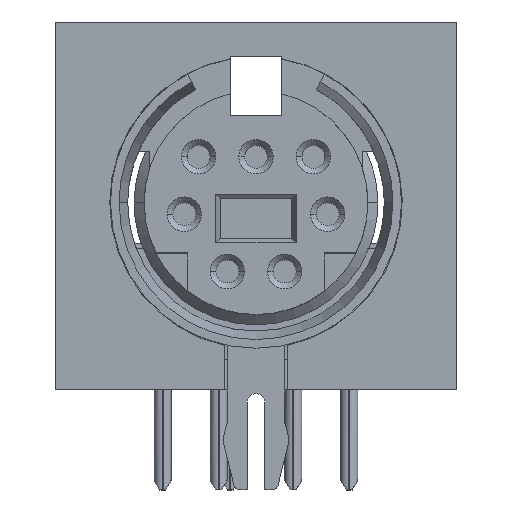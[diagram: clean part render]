
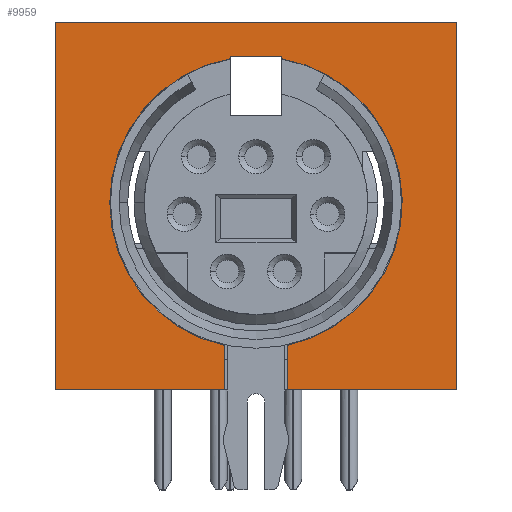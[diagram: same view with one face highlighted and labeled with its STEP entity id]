
A CAD part, top view. The second image highlights one B-rep face of the part: STEP entity #9959.
In plain terms, the highlighted planar face has unit normal (0, 0, 1).
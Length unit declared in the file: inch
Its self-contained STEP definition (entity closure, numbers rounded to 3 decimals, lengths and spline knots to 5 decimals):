
#103 = ORIENTED_EDGE ( 'NONE', *, *, #3226, .T. ) ;
#146 = PLANE ( 'NONE',  #1379 ) ;
#247 = DIRECTION ( 'NONE',  ( -0.216, -0.976, 0. ) ) ;
#295 = EDGE_CURVE ( 'NONE', #7472, #7192, #2072, .T. ) ;
#389 = VERTEX_POINT ( 'NONE', #3754 ) ;
#490 = CARTESIAN_POINT ( 'NONE',  ( 0., 0., 0. ) ) ;
#509 = EDGE_CURVE ( 'NONE', #389, #7472, #1673, .T. ) ;
#523 = VERTEX_POINT ( 'NONE', #10581 ) ;
#595 = VERTEX_POINT ( 'NONE', #490 ) ;
#607 = LINE ( 'NONE', #11635, #2954 ) ;
#860 = ORIENTED_EDGE ( 'NONE', *, *, #295, .T. ) ;
#942 = EDGE_CURVE ( 'NONE', #7861, #523, #9580, .T. ) ;
#1177 = VECTOR ( 'NONE', #11775, 39.37008 ) ;
#1244 = ORIENTED_EDGE ( 'NONE', *, *, #3952, .T. ) ;
#1379 = AXIS2_PLACEMENT_3D ( 'NONE', #4783, #11288, #10659 ) ;
#1403 = LINE ( 'NONE', #8627, #6127 ) ;
#1673 = CIRCLE ( 'NONE', #8459, 0.20079 ) ;
#1684 = CARTESIAN_POINT ( 'NONE',  ( 0.25787, 0.45669, 0. ) ) ;
#1696 = CARTESIAN_POINT ( 'NONE',  ( 0.31102, 0.45354, 0. ) ) ;
#1716 = ORIENTED_EDGE ( 'NONE', *, *, #10281, .F. ) ;
#2072 = CIRCLE ( 'NONE', #8271, 0.20079 ) ;
#2245 = CARTESIAN_POINT ( 'NONE',  ( 0.23228, 0., 0. ) ) ;
#2248 = LINE ( 'NONE', #5944, #8648 ) ;
#2373 = LINE ( 'NONE', #5287, #11769 ) ;
#2457 = ORIENTED_EDGE ( 'NONE', *, *, #4660, .T. ) ;
#2529 = CARTESIAN_POINT ( 'NONE',  ( 0.27559, 0.25591, 0. ) ) ;
#2954 = VECTOR ( 'NONE', #6996, 39.37008 ) ;
#2956 = VERTEX_POINT ( 'NONE', #2245 ) ;
#2989 = DIRECTION ( 'NONE',  ( 0., 1., 0. ) ) ;
#3082 = EDGE_LOOP ( 'NONE', ( #1244, #4353, #2457, #7949, #1716, #9527, #10758, #10040, #7819, #8195, #860, #6009, #103 ) ) ;
#3226 = EDGE_CURVE ( 'NONE', #4489, #5525, #6483, .T. ) ;
#3504 = EDGE_CURVE ( 'NONE', #595, #9584, #1403, .T. ) ;
#3721 = CARTESIAN_POINT ( 'NONE',  ( 0., 0.50394, 0. ) ) ;
#3748 = VECTOR ( 'NONE', #7646, 39.37008 ) ;
#3754 = CARTESIAN_POINT ( 'NONE',  ( 0.23228, 0.05984, 0. ) ) ;
#3792 = EDGE_CURVE ( 'NONE', #2956, #389, #2248, .T. ) ;
#3941 = CARTESIAN_POINT ( 'NONE',  ( 0., 0.50394, 0. ) ) ;
#3952 = EDGE_CURVE ( 'NONE', #5525, #11703, #2373, .T. ) ;
#4295 = DIRECTION ( 'NONE',  ( 0., -1., 0. ) ) ;
#4312 = VECTOR ( 'NONE', #6592, 39.37008 ) ;
#4353 = ORIENTED_EDGE ( 'NONE', *, *, #11452, .T. ) ;
#4489 = VERTEX_POINT ( 'NONE', #10238 ) ;
#4660 = EDGE_CURVE ( 'NONE', #11283, #523, #9106, .T. ) ;
#4783 = CARTESIAN_POINT ( 'NONE',  ( 0.27559, 0.25197, 0. ) ) ;
#5014 = DIRECTION ( 'NONE',  ( 0., 0., -1. ) ) ;
#5287 = CARTESIAN_POINT ( 'NONE',  ( 0.31102, 0.35433, 0. ) ) ;
#5351 = CARTESIAN_POINT ( 'NONE',  ( 0.55118, 0.50394, 0. ) ) ;
#5489 = CIRCLE ( 'NONE', #8004, 0.20079 ) ;
#5525 = VERTEX_POINT ( 'NONE', #9914 ) ;
#5845 = VERTEX_POINT ( 'NONE', #5351 ) ;
#5944 = CARTESIAN_POINT ( 'NONE',  ( 0.23228, 0.12598, 0. ) ) ;
#6009 = ORIENTED_EDGE ( 'NONE', *, *, #10575, .T. ) ;
#6127 = VECTOR ( 'NONE', #6753, 39.37008 ) ;
#6231 = DIRECTION ( 'NONE',  ( 0., 0., -1. ) ) ;
#6476 = FACE_OUTER_BOUND ( 'NONE', #3082, .T. ) ;
#6483 = LINE ( 'NONE', #1684, #8630 ) ;
#6516 = EDGE_CURVE ( 'NONE', #2956, #595, #7802, .T. ) ;
#6592 = DIRECTION ( 'NONE',  ( 1., 0., 0. ) ) ;
#6695 = CARTESIAN_POINT ( 'NONE',  ( 0.27559, 0.25591, 0. ) ) ;
#6753 = DIRECTION ( 'NONE',  ( 0., 1., 0. ) ) ;
#6754 = CARTESIAN_POINT ( 'NONE',  ( 0.55118, 0., 0. ) ) ;
#6996 = DIRECTION ( 'NONE',  ( 0., -1., 0. ) ) ;
#7059 = CARTESIAN_POINT ( 'NONE',  ( 0.3189, 0.05984, 0. ) ) ;
#7192 = VERTEX_POINT ( 'NONE', #8541 ) ;
#7472 = VERTEX_POINT ( 'NONE', #11462 ) ;
#7646 = DIRECTION ( 'NONE',  ( -1., 0., 0. ) ) ;
#7802 = LINE ( 'NONE', #8701, #9841 ) ;
#7819 = ORIENTED_EDGE ( 'NONE', *, *, #3792, .T. ) ;
#7861 = VERTEX_POINT ( 'NONE', #6754 ) ;
#7927 = CARTESIAN_POINT ( 'NONE',  ( 0.3189, 0.15591, 0. ) ) ;
#7949 = ORIENTED_EDGE ( 'NONE', *, *, #942, .F. ) ;
#8004 = AXIS2_PLACEMENT_3D ( 'NONE', #9415, #11017, #10092 ) ;
#8195 = ORIENTED_EDGE ( 'NONE', *, *, #509, .T. ) ;
#8271 = AXIS2_PLACEMENT_3D ( 'NONE', #2529, #6231, #9930 ) ;
#8288 = VECTOR ( 'NONE', #4295, 39.37008 ) ;
#8459 = AXIS2_PLACEMENT_3D ( 'NONE', #6695, #5014, #247 ) ;
#8541 = CARTESIAN_POINT ( 'NONE',  ( 0.24016, 0.45354, 0. ) ) ;
#8627 = CARTESIAN_POINT ( 'NONE',  ( 0., 0., 0. ) ) ;
#8630 = VECTOR ( 'NONE', #11339, 39.37008 ) ;
#8648 = VECTOR ( 'NONE', #2989, 39.37008 ) ;
#8701 = CARTESIAN_POINT ( 'NONE',  ( 0.55118, 0., 0. ) ) ;
#8884 = DIRECTION ( 'NONE',  ( -1., 0., 0. ) ) ;
#8914 = DIRECTION ( 'NONE',  ( 0., -1., 0. ) ) ;
#9020 = CARTESIAN_POINT ( 'NONE',  ( 0.24016, 0.31398, 0. ) ) ;
#9106 = LINE ( 'NONE', #7927, #8288 ) ;
#9415 = CARTESIAN_POINT ( 'NONE',  ( 0.27559, 0.25591, 0. ) ) ;
#9527 = ORIENTED_EDGE ( 'NONE', *, *, #9910, .F. ) ;
#9580 = LINE ( 'NONE', #11483, #3748 ) ;
#9584 = VERTEX_POINT ( 'NONE', #3721 ) ;
#9841 = VECTOR ( 'NONE', #8884, 39.37008 ) ;
#9910 = EDGE_CURVE ( 'NONE', #9584, #5845, #10242, .T. ) ;
#9914 = CARTESIAN_POINT ( 'NONE',  ( 0.31102, 0.45669, 0. ) ) ;
#9930 = DIRECTION ( 'NONE',  ( -0.216, -0.976, 0. ) ) ;
#9959 = ADVANCED_FACE ( 'NONE', ( #6476 ), #146, .T. ) ;
#10040 = ORIENTED_EDGE ( 'NONE', *, *, #6516, .F. ) ;
#10092 = DIRECTION ( 'NONE',  ( -0.216, -0.976, 0. ) ) ;
#10238 = CARTESIAN_POINT ( 'NONE',  ( 0.24016, 0.45669, 0. ) ) ;
#10242 = LINE ( 'NONE', #3941, #4312 ) ;
#10281 = EDGE_CURVE ( 'NONE', #5845, #7861, #607, .T. ) ;
#10575 = EDGE_CURVE ( 'NONE', #7192, #4489, #10980, .T. ) ;
#10581 = CARTESIAN_POINT ( 'NONE',  ( 0.3189, 0., 0. ) ) ;
#10659 = DIRECTION ( 'NONE',  ( 1., 0., 0. ) ) ;
#10758 = ORIENTED_EDGE ( 'NONE', *, *, #3504, .F. ) ;
#10980 = LINE ( 'NONE', #9020, #1177 ) ;
#11017 = DIRECTION ( 'NONE',  ( 0., 0., -1. ) ) ;
#11283 = VERTEX_POINT ( 'NONE', #7059 ) ;
#11288 = DIRECTION ( 'NONE',  ( 0., 0., 1. ) ) ;
#11339 = DIRECTION ( 'NONE',  ( 1., 0., 0. ) ) ;
#11452 = EDGE_CURVE ( 'NONE', #11703, #11283, #5489, .T. ) ;
#11462 = CARTESIAN_POINT ( 'NONE',  ( 0.0748, 0.25591, 0. ) ) ;
#11483 = CARTESIAN_POINT ( 'NONE',  ( 0.55118, 0., 0. ) ) ;
#11635 = CARTESIAN_POINT ( 'NONE',  ( 0.55118, 0.50394, 0. ) ) ;
#11703 = VERTEX_POINT ( 'NONE', #1696 ) ;
#11769 = VECTOR ( 'NONE', #8914, 39.37008 ) ;
#11775 = DIRECTION ( 'NONE',  ( 0., 1., 0. ) ) ;
